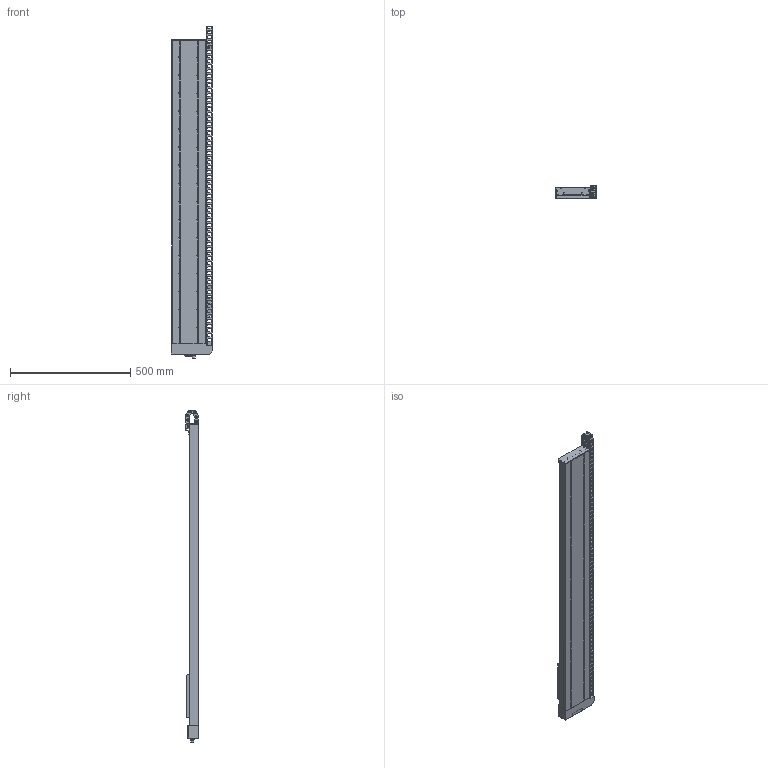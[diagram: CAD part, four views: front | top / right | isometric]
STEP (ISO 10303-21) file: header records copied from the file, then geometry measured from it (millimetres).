
FILE_DESCRIPTION (( 'STEP AP203' ), '1' );
FILE_NAME ('X-LDQ1000C-AE53D12.step', '2023-10-06T19:22:05', ( '' ), ( '' ), 'SwSTEP 2.0', 'SolidWorks 2019', '' );
FILE_SCHEMA (( 'CONFIG_CONTROL_DESIGN' ));
Length unit declared in the file: millimetre
Products named in the file (7): X-LDQ1000C-AE53D12; LDQ_carriage^LDQ; LDQ_cable_end^LDQ_cable_LDQ_bore; LDQ_cable^LDQ_LDQ1000; LDQ_cable_end^LDQ_cable_LDQ_pin; LDQ_cable_link^LDQ_cable_LDQ; LDQ_base^LDQ_X-LDQ1000
Assembly tree (74 placements, depth 3):
  X-LDQ1000C-AE53D12
    LDQ_base^LDQ_X-LDQ1000
    LDQ_carriage^LDQ
    LDQ_cable^LDQ_LDQ1000
      LDQ_cable_end^LDQ_cable_LDQ_bore
      LDQ_cable_end^LDQ_cable_LDQ_pin
      LDQ_cable_link^LDQ_cable_LDQ  x69
Bounding box: 171 x 54.29 x 1382.1 mm (x, y, z)
Volume: 4760908.3 mm3; surface area: 1445385 mm2
Topology: 135 solids, 135 shells, 5379 faces, 14182 edges, 9350 vertices
Faces by surface type: plane 3196, cylinder 2171, cone 12
Entity records: 68633 total; most frequent: CARTESIAN_POINT 11845, DIRECTION 11204, ORIENTED_EDGE 10940, EDGE_CURVE 5470, LINE 4122, VECTOR 4122, VERTEX_POINT 3638, AXIS2_PLACEMENT_3D 3541
